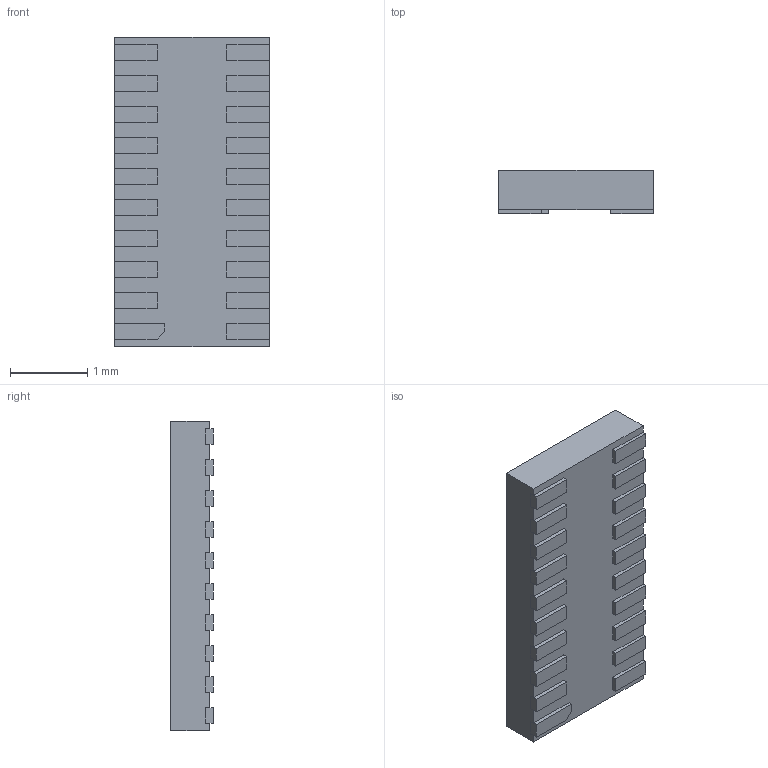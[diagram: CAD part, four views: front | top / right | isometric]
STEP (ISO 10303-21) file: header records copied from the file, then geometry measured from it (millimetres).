
FILE_DESCRIPTION (( 'STEP AP214' ), '1' );
FILE_NAME ('DQS20.STEP', '2020-08-31T09:23:53', ( '' ), ( '' ), 'SwSTEP 2.0', 'SolidWorks 2017', '' );
FILE_SCHEMA (( 'AUTOMOTIVE_DESIGN' ));
Length unit declared in the file: millimetre
Products named in the file (1): DQS20
Bounding box: 2 x 0.55 x 4 mm (x, y, z)
Volume: 4.1 mm3; surface area: 30.7 mm2
Topology: 22 solids, 22 shells, 215 faces, 510 edges, 340 vertices
Faces by surface type: plane 211, cylinder 4
Entity records: 6295 total; most frequent: CARTESIAN_POINT 1066, ORIENTED_EDGE 1020, DIRECTION 950, EDGE_CURVE 510, LINE 502, VECTOR 502, VERTEX_POINT 340, AXIS2_PLACEMENT_3D 224
